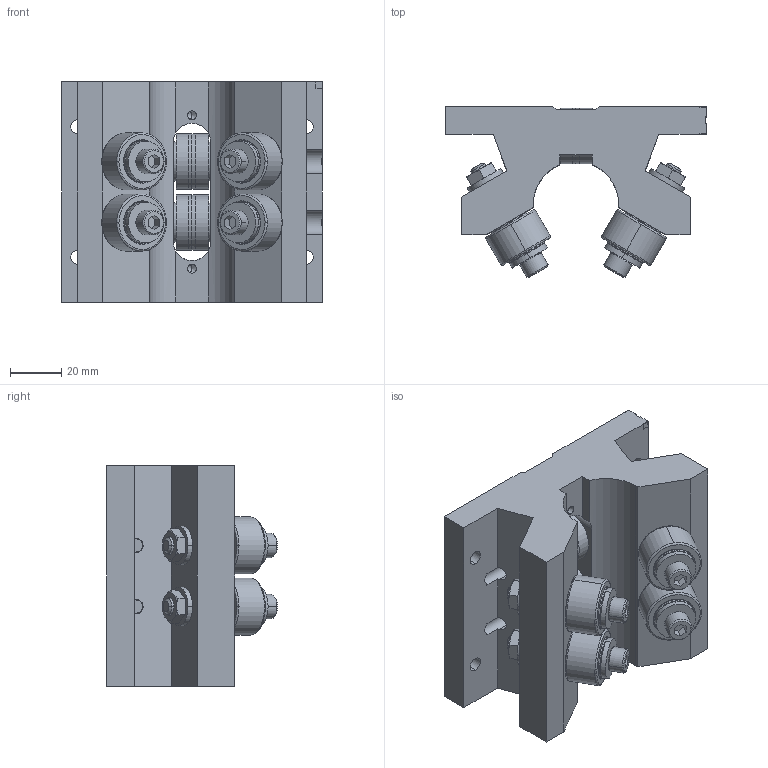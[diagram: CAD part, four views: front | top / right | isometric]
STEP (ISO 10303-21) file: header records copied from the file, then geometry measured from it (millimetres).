
FILE_DESCRIPTION (( 'STEP AP214' ), '1' );
FILE_NAME ('RollerBearing_F3DD39112A.step', '2022-08-18T16:59:21', ( '' ), ( '' ), 'SwSTEP 2.0', 'SolidWorks 2019', '' );
FILE_SCHEMA (( 'AUTOMOTIVE_DESIGN' ));
Length unit declared in the file: inch
Products named in the file (3): ZXYFW3odbF_CADModel_0; RollerBearing_F3DD39112A
Assembly tree (1 placements, depth 2):
  ZXYFW3odbF_CADModel_0
  RollerBearing_F3DD39112A
    ZXYFW3odbF_CADModel_0
Bounding box: 101.6 x 66.56 x 85.72 mm (x, y, z)
Volume: 266921.5 mm3; surface area: 72190.5 mm2
Topology: 27 solids, 27 shells, 675 faces, 1520 edges, 946 vertices
Faces by surface type: cylinder 226, plane 225, cone 184, bspline 32, torus 8
Entity records: 30206 total; most frequent: CARTESIAN_POINT 5642, DIRECTION 3422, ORIENTED_EDGE 3016, EDGE_CURVE 1508, AXIS2_PLACEMENT_3D 1382, VERTEX_POINT 946, EDGE_LOOP 796, CIRCLE 734
